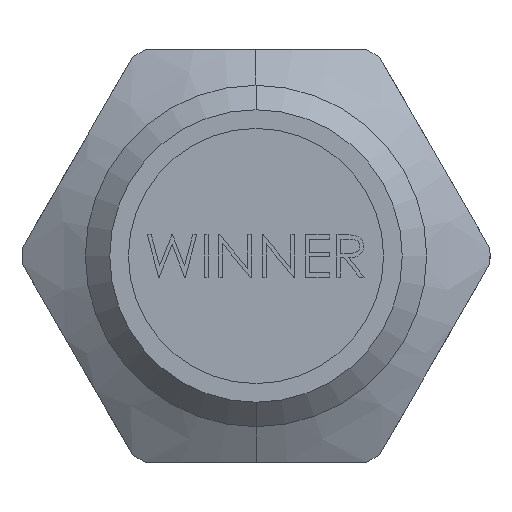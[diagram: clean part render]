
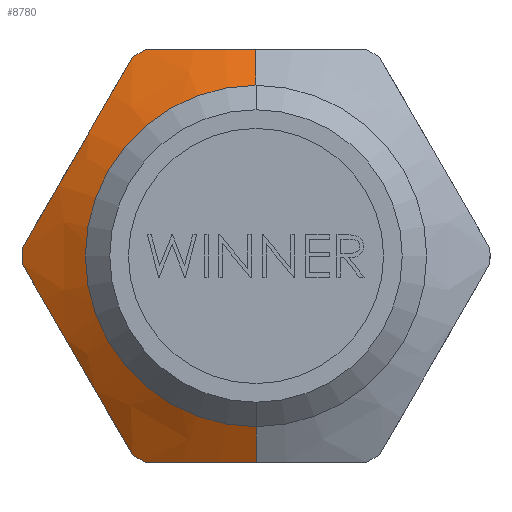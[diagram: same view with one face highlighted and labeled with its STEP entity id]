
A CAD part, left-side view. The second image highlights one B-rep face of the part: STEP entity #8780.
In plain terms, the highlighted conical face has half-angle 60 degrees and reference radius 14.4 mm.
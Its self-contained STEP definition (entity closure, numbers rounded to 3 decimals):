
#87 = CARTESIAN_POINT ( 'NONE',  ( 13.766, 10.722, 6.83 ) ) ;
#130 = CARTESIAN_POINT ( 'NONE',  ( 13.788, 10.432, 7.331 ) ) ;
#429 = EDGE_CURVE ( 'NONE', #6320, #10549, #6107, .T. ) ;
#537 = CARTESIAN_POINT ( 'NONE',  ( 14.198, 13.275, -2.407 ) ) ;
#578 = CARTESIAN_POINT ( 'NONE',  ( 13.878, 2.296, -12.7 ) ) ;
#708 = CARTESIAN_POINT ( 'NONE',  ( 14.748, 6.787, -12.7 ) ) ;
#803 = AXIS2_PLACEMENT_3D ( 'NONE', #12112, #1602, #8296 ) ;
#830 = CARTESIAN_POINT ( 'NONE',  ( 13.945, 2.871, 12.7 ) ) ;
#893 = VERTEX_POINT ( 'NONE', #1836 ) ;
#1037 = CARTESIAN_POINT ( 'NONE',  ( 14.199, 13.278, 2.402 ) ) ;
#1162 = CARTESIAN_POINT ( 'NONE',  ( 13.86, 9.846, -8.346 ) ) ;
#1366 = ORIENTED_EDGE ( 'NONE', *, *, #429, .F. ) ;
#1601 = AXIS2_PLACEMENT_3D ( 'NONE', #5601, #8553, #7508 ) ;
#1602 = DIRECTION ( 'NONE',  ( -1., 0., 0. ) ) ;
#1615 = DIRECTION ( 'NONE',  ( -1., 0., 0. ) ) ;
#1664 = CARTESIAN_POINT ( 'NONE',  ( 13.767, 0.572, 12.7 ) ) ;
#1732 = B_SPLINE_CURVE_WITH_KNOTS ( 'NONE', 3,
 ( #7063, #2545, #9246, #578, #2418, #9129, #11039, #708 ),
 .UNSPECIFIED., .F., .F.,
 ( 4, 2, 2, 4 ),
 ( 0.02, 0.022, 0.024, 0.027 ),
 .UNSPECIFIED. ) ;
#1801 = DIRECTION ( 'NONE',  ( -1., 0., 0. ) ) ;
#1831 = LINE ( 'NONE', #10739, #5400 ) ;
#1836 = CARTESIAN_POINT ( 'NONE',  ( 14.748, 6.787, 12.7 ) ) ;
#2082 = CARTESIAN_POINT ( 'NONE',  ( 13.877, 9.858, 8.325 ) ) ;
#2417 = CARTESIAN_POINT ( 'NONE',  ( 13.943, 12.424, -3.881 ) ) ;
#2418 = CARTESIAN_POINT ( 'NONE',  ( 13.945, 2.871, -12.7 ) ) ;
#2545 = CARTESIAN_POINT ( 'NONE',  ( 13.767, 0.572, -12.7 ) ) ;
#2585 = EDGE_CURVE ( 'NONE', #7539, #9247, #1831, .T. ) ;
#2691 = VERTEX_POINT ( 'NONE', #9649 ) ;
#2879 = CARTESIAN_POINT ( 'NONE',  ( 13.86, 12.151, 4.354 ) ) ;
#2964 = CARTESIAN_POINT ( 'NONE',  ( 14.748, 14.392, 0.472 ) ) ;
#3042 = CARTESIAN_POINT ( 'NONE',  ( 14.445, 8.161, 11.265 ) ) ;
#3086 = CARTESIAN_POINT ( 'NONE',  ( 13.768, 10.414, -7.362 ) ) ;
#3150 = EDGE_CURVE ( 'NONE', #6320, #9875, #7045, .T. ) ;
#3167 = CARTESIAN_POINT ( 'NONE',  ( 14.748, 7.605, -12.228 ) ) ;
#3326 = CARTESIAN_POINT ( 'NONE',  ( 14.748, 7.605, -12.228 ) ) ;
#3344 = CIRCLE ( 'NONE', #4689, 9.64 ) ;
#3370 = CARTESIAN_POINT ( 'NONE',  ( 14.748, 14.392, -0.472 ) ) ;
#3474 = CARTESIAN_POINT ( 'NONE',  ( 12., 0., 0. ) ) ;
#3551 = ORIENTED_EDGE ( 'NONE', *, *, #12126, .F. ) ;
#3734 = CARTESIAN_POINT ( 'NONE',  ( 13.878, 2.296, 12.7 ) ) ;
#3793 = CARTESIAN_POINT ( 'NONE',  ( 14.748, 0., 0. ) ) ;
#3823 = CARTESIAN_POINT ( 'NONE',  ( 14.198, 8.722, 10.293 ) ) ;
#3870 = CARTESIAN_POINT ( 'NONE',  ( 14.748, 7.605, 12.228 ) ) ;
#3907 = CARTESIAN_POINT ( 'NONE',  ( 14.748, 7.605, 12.228 ) ) ;
#4041 = CARTESIAN_POINT ( 'NONE',  ( 13.788, 11.565, -5.369 ) ) ;
#4061 = CARTESIAN_POINT ( 'NONE',  ( 14.748, 0., -14.4 ) ) ;
#4098 = DIRECTION ( 'NONE',  ( 0.5, 0., 0.866 ) ) ;
#4566 = CARTESIAN_POINT ( 'NONE',  ( 14.748, 6.787, 12.7 ) ) ;
#4689 = AXIS2_PLACEMENT_3D ( 'NONE', #3474, #1615, #8308 ) ;
#4754 = EDGE_CURVE ( 'NONE', #4797, #9875, #9741, .T. ) ;
#4797 = VERTEX_POINT ( 'NONE', #3326 ) ;
#4983 = ORIENTED_EDGE ( 'NONE', *, *, #11136, .F. ) ;
#5286 = CIRCLE ( 'NONE', #1601, 14.4 ) ;
#5306 = VERTEX_POINT ( 'NONE', #10781 ) ;
#5400 = VECTOR ( 'NONE', #4098, 1000. ) ;
#5455 = CARTESIAN_POINT ( 'NONE',  ( 13.767, 0., 12.7 ) ) ;
#5601 = CARTESIAN_POINT ( 'NONE',  ( 14.748, 0., 0. ) ) ;
#5843 = CARTESIAN_POINT ( 'NONE',  ( 14.446, 13.837, 1.434 ) ) ;
#6107 = B_SPLINE_CURVE_WITH_KNOTS ( 'NONE', 3,
 ( #2964, #5843, #1037, #2879, #11613, #87, #130, #2082, #8788, #3823, #3042, #3870 ),
 .UNSPECIFIED., .F., .F.,
 ( 4, 2, 2, 2, 2, 4 ),
 ( 0., 0.003, 0.007, 0.009, 0.01, 0.014 ),
 .UNSPECIFIED. ) ;
#6173 = CARTESIAN_POINT ( 'NONE',  ( 13.877, 12.139, -4.375 ) ) ;
#6184 = VERTEX_POINT ( 'NONE', #11417 ) ;
#6218 = CARTESIAN_POINT ( 'NONE',  ( 14.445, 13.836, -1.435 ) ) ;
#6225 = EDGE_CURVE ( 'NONE', #2691, #6184, #1732, .T. ) ;
#6306 = CARTESIAN_POINT ( 'NONE',  ( 13.767, 0., 12.7 ) ) ;
#6320 = VERTEX_POINT ( 'NONE', #11142 ) ;
#6350 = AXIS2_PLACEMENT_3D ( 'NONE', #8704, #1801, #9466 ) ;
#6600 = DIRECTION ( 'NONE',  ( 0., 0., -1. ) ) ;
#6685 = CONICAL_SURFACE ( 'NONE', #7574, 14.4, 1.047 ) ;
#6808 = EDGE_LOOP ( 'NONE', ( #9574, #7764, #4983, #9974, #1366, #11603, #12376, #9967, #9655, #3551 ) ) ;
#6926 = CIRCLE ( 'NONE', #803, 14.4 ) ;
#7045 = CIRCLE ( 'NONE', #6350, 14.4 ) ;
#7063 = CARTESIAN_POINT ( 'NONE',  ( 13.767, 0., -12.7 ) ) ;
#7172 = CARTESIAN_POINT ( 'NONE',  ( 14.748, 14.392, -0.472 ) ) ;
#7508 = DIRECTION ( 'NONE',  ( 0., 0., 1. ) ) ;
#7539 = VERTEX_POINT ( 'NONE', #8276 ) ;
#7574 = AXIS2_PLACEMENT_3D ( 'NONE', #3793, #10499, #6600 ) ;
#7764 = ORIENTED_EDGE ( 'NONE', *, *, #2585, .T. ) ;
#7828 = VECTOR ( 'NONE', #10652, 1000. ) ;
#8036 = FACE_OUTER_BOUND ( 'NONE', #6808, .T. ) ;
#8276 = CARTESIAN_POINT ( 'NONE',  ( 12., 0., 9.64 ) ) ;
#8296 = DIRECTION ( 'NONE',  ( 0., 0., 1. ) ) ;
#8308 = DIRECTION ( 'NONE',  ( 0., 0., 1. ) ) ;
#8553 = DIRECTION ( 'NONE',  ( -1., 0., 0. ) ) ;
#8704 = CARTESIAN_POINT ( 'NONE',  ( 14.748, 0., 0. ) ) ;
#8780 = ADVANCED_FACE ( 'NONE', ( #8036 ), #6685, .T. ) ;
#8788 = CARTESIAN_POINT ( 'NONE',  ( 13.943, 9.573, 8.819 ) ) ;
#8999 = CARTESIAN_POINT ( 'NONE',  ( 14.446, 8.16, -11.266 ) ) ;
#9129 = CARTESIAN_POINT ( 'NONE',  ( 14.202, 4.574, -12.7 ) ) ;
#9246 = CARTESIAN_POINT ( 'NONE',  ( 13.789, 1.146, -12.7 ) ) ;
#9247 = VERTEX_POINT ( 'NONE', #6306 ) ;
#9466 = DIRECTION ( 'NONE',  ( 0., 0., 1. ) ) ;
#9497 = CARTESIAN_POINT ( 'NONE',  ( 14.449, 5.688, 12.7 ) ) ;
#9574 = ORIENTED_EDGE ( 'NONE', *, *, #11576, .F. ) ;
#9649 = CARTESIAN_POINT ( 'NONE',  ( 13.767, 0., -12.7 ) ) ;
#9655 = ORIENTED_EDGE ( 'NONE', *, *, #6225, .F. ) ;
#9741 = B_SPLINE_CURVE_WITH_KNOTS ( 'NONE', 3,
 ( #3167, #8999, #11667, #1162, #3086, #9798, #4041, #6173, #2417, #537, #6218, #3370 ),
 .UNSPECIFIED., .F., .F.,
 ( 4, 2, 2, 2, 2, 4 ),
 ( 0., 0.003, 0.007, 0.009, 0.01, 0.014 ),
 .UNSPECIFIED. ) ;
#9798 = CARTESIAN_POINT ( 'NONE',  ( 13.766, 11.275, -5.87 ) ) ;
#9875 = VERTEX_POINT ( 'NONE', #7172 ) ;
#9967 = ORIENTED_EDGE ( 'NONE', *, *, #11881, .T. ) ;
#9974 = ORIENTED_EDGE ( 'NONE', *, *, #12359, .T. ) ;
#10383 = B_SPLINE_CURVE_WITH_KNOTS ( 'NONE', 3,
 ( #4566, #9497, #12257, #830, #3734, #11195, #1664, #5455 ),
 .UNSPECIFIED., .F., .F.,
 ( 4, 2, 2, 4 ),
 ( 0.034, 0.037, 0.039, 0.041 ),
 .UNSPECIFIED. ) ;
#10499 = DIRECTION ( 'NONE',  ( 1., 0., 0. ) ) ;
#10549 = VERTEX_POINT ( 'NONE', #3907 ) ;
#10652 = DIRECTION ( 'NONE',  ( 0.5, 0., -0.866 ) ) ;
#10690 = LINE ( 'NONE', #4061, #7828 ) ;
#10739 = CARTESIAN_POINT ( 'NONE',  ( 14.748, 0., 14.4 ) ) ;
#10781 = CARTESIAN_POINT ( 'NONE',  ( 12., 0., -9.64 ) ) ;
#11039 = CARTESIAN_POINT ( 'NONE',  ( 14.449, 5.688, -12.7 ) ) ;
#11136 = EDGE_CURVE ( 'NONE', #893, #9247, #10383, .T. ) ;
#11142 = CARTESIAN_POINT ( 'NONE',  ( 14.748, 14.392, 0.472 ) ) ;
#11195 = CARTESIAN_POINT ( 'NONE',  ( 13.789, 1.146, 12.7 ) ) ;
#11417 = CARTESIAN_POINT ( 'NONE',  ( 14.748, 6.787, -12.7 ) ) ;
#11576 = EDGE_CURVE ( 'NONE', #7539, #5306, #3344, .T. ) ;
#11603 = ORIENTED_EDGE ( 'NONE', *, *, #3150, .T. ) ;
#11613 = CARTESIAN_POINT ( 'NONE',  ( 13.768, 11.583, 5.338 ) ) ;
#11667 = CARTESIAN_POINT ( 'NONE',  ( 14.199, 8.719, -10.298 ) ) ;
#11881 = EDGE_CURVE ( 'NONE', #4797, #6184, #5286, .T. ) ;
#12112 = CARTESIAN_POINT ( 'NONE',  ( 14.748, 0., 0. ) ) ;
#12126 = EDGE_CURVE ( 'NONE', #5306, #2691, #10690, .T. ) ;
#12257 = CARTESIAN_POINT ( 'NONE',  ( 14.202, 4.574, 12.7 ) ) ;
#12359 = EDGE_CURVE ( 'NONE', #893, #10549, #6926, .T. ) ;
#12376 = ORIENTED_EDGE ( 'NONE', *, *, #4754, .F. ) ;
